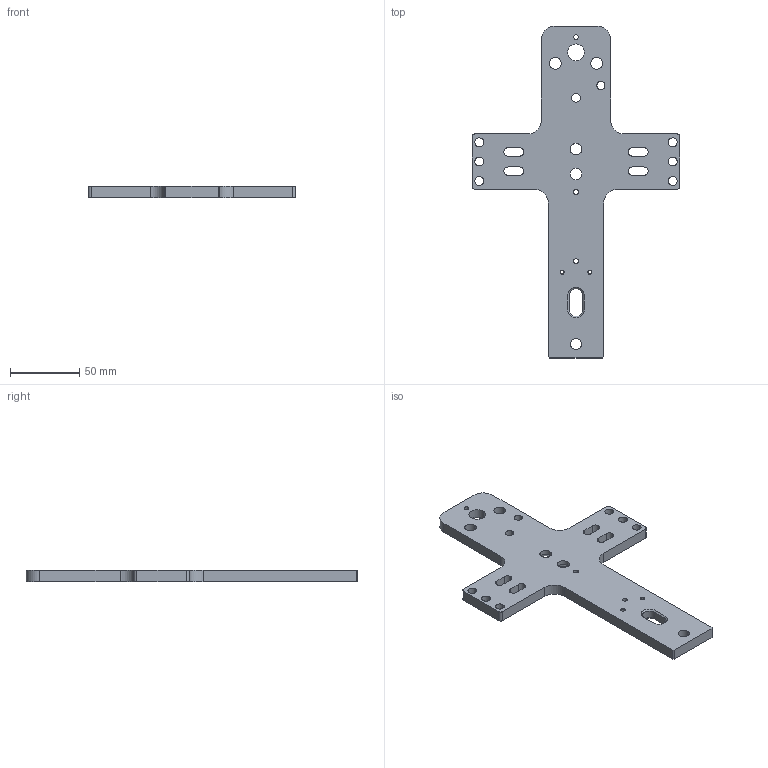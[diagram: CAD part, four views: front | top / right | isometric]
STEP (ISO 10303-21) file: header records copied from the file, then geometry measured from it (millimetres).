
FILE_DESCRIPTION (( 'STEP AP214' ), '1' );
FILE_NAME ('ALTI_USI_0001.STEP', '2020-04-30T15:48:40', ( '' ), ( '' ), 'SwSTEP 2.0', 'SolidWorks 2016', '' );
FILE_SCHEMA (( 'AUTOMOTIVE_DESIGN' ));
Length unit declared in the file: millimetre
Products named in the file (1): ALTI_USI_0001
Bounding box: 150 x 240 x 8 mm (x, y, z)
Volume: 108186.4 mm3; surface area: 37640.8 mm2
Topology: 1 solids, 1 shells, 114 faces, 312 edges, 200 vertices
Faces by surface type: cylinder 64, plane 30, cone 20
Entity records: 3908 total; most frequent: DIRECTION 688, CARTESIAN_POINT 669, ORIENTED_EDGE 624, EDGE_CURVE 312, AXIS2_PLACEMENT_3D 263, VERTEX_POINT 200, EDGE_LOOP 162, VECTOR 162
